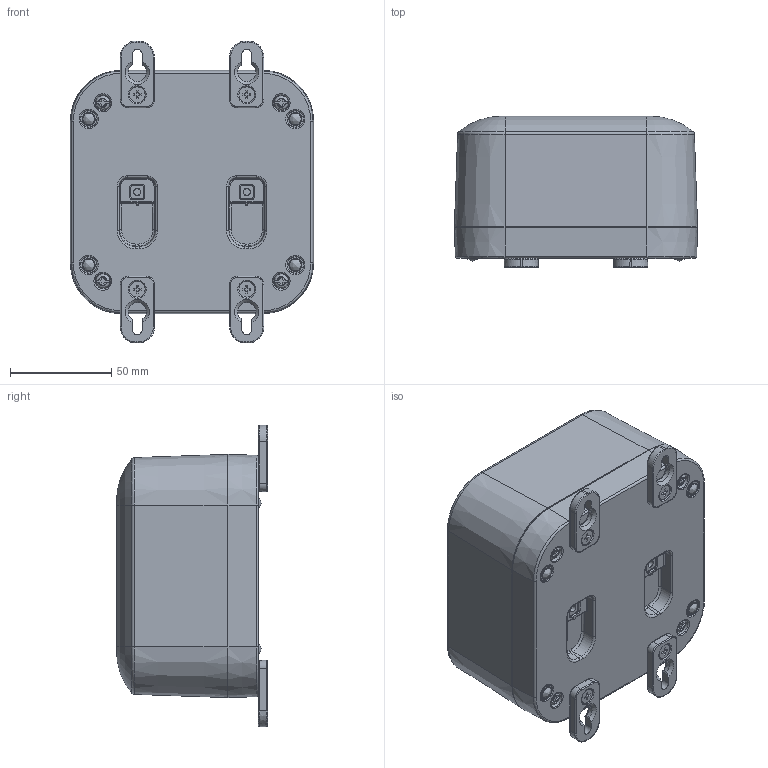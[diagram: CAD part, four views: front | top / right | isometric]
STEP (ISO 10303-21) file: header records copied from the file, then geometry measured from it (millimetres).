
FILE_DESCRIPTION (( 'STEP AP203' ), '1' );
FILE_NAME ('1557DA2BK.step', '2020-11-14T14:37:40', ( 'ADC123' ), ( 'Microsoft' ), 'SwSTEP 2.0', 'SolidWorks 2019', '' );
FILE_SCHEMA (( 'CONFIG_CONTROL_DESIGN' ));
Length unit declared in the file: inch
Products named in the file (9): 1557DA2BK; 1557H Gaskets; 1557FA TOP; Wall Mount Foot; IN-M4 (insert M4-0.7X5.75mm SS) KNURLS; SC576 (screw M4-0.7X 20mm PN); PFR1421T4; 1557F Bottom; (screw #8X 3_8''''FH Self-tap plastite)
Assembly tree (23 placements, depth 2):
  1557DA2BK
    1557F Bottom
    1557FA TOP
    1557H Gaskets
    IN-M4 (insert M4-0.7X5.75mm SS) KNURLS  x4
    SC576 (screw M4-0.7X 20mm PN)  x4
    Wall Mount Foot  x4
    PFR1421T4  x4
    (screw #8X 3_8''''FH Self-tap plastite)  x4
Bounding box: 120 x 74.5 x 148.94 mm (x, y, z)
Volume: 220790.9 mm3; surface area: 159333.4 mm2
Topology: 23 solids, 23 shells, 2880 faces, 7418 edges, 4728 vertices
Faces by surface type: bspline 1119, plane 936, cylinder 567, cone 234, torus 24
Full cylindrical faces by diameter (mm): 1.8 x12, 3.251 x4, 3.43 x4, 3.88 x4, 4.191 x4, 4.5 x4, 5 x1, 5.334 x4, 5.537 x8, 7.696 x4, 7.95 x4, 10 x1
Entity records: 94737 total; most frequent: CARTESIAN_POINT 50055, ORIENTED_EDGE 10368, DIRECTION 6206, EDGE_CURVE 5184, VERTEX_POINT 3341, EDGE_LOOP 2399, LINE 2298, VECTOR 2298
